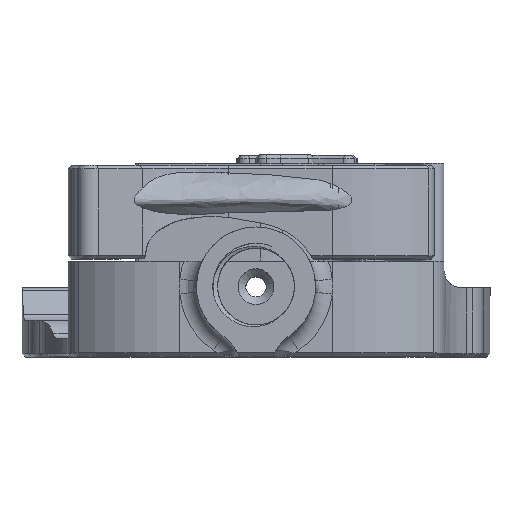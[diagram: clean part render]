
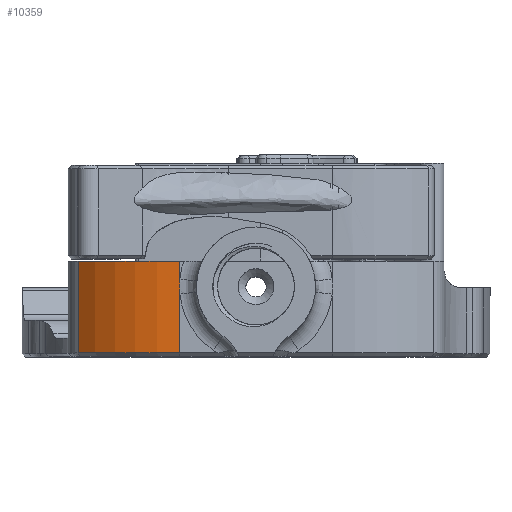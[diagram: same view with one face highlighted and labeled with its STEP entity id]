
A CAD part, top view. The second image highlights one B-rep face of the part: STEP entity #10359.
In plain terms, the highlighted cylindrical face has radius 17 mm (diameter 34 mm), a partial arc.
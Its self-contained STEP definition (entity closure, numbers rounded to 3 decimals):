
#50=ELLIPSE('',#11289,7.798,6.036);
#262=CYLINDRICAL_SURFACE('',#11295,17.);
#802=CIRCLE('',#11296,17.);
#803=CIRCLE('',#11297,17.);
#1376=FACE_OUTER_BOUND('',#2009,.T.);
#2009=EDGE_LOOP('',(#8092,#8093,#8094,#8095,#8096,#8097));
#2938=LINE('',#24133,#3719);
#2939=LINE('',#24137,#3720);
#2940=LINE('',#24139,#3721);
#3719=VECTOR('',#13407,17.);
#3720=VECTOR('',#13410,17.);
#3721=VECTOR('',#13413,17.);
#4644=VERTEX_POINT('',#24083);
#4646=VERTEX_POINT('',#24108);
#4649=VERTEX_POINT('',#24128);
#4650=VERTEX_POINT('',#24132);
#4651=VERTEX_POINT('',#24134);
#4652=VERTEX_POINT('',#24136);
#5881=EDGE_CURVE('',#4646,#4644,#50,.T.);
#5888=EDGE_CURVE('',#4650,#4646,#2938,.T.);
#5889=EDGE_CURVE('',#4651,#4650,#802,.T.);
#5890=EDGE_CURVE('',#4651,#4652,#2939,.T.);
#5891=EDGE_CURVE('',#4649,#4652,#803,.T.);
#5892=EDGE_CURVE('',#4644,#4649,#2940,.T.);
#8092=ORIENTED_EDGE('',*,*,#5881,.F.);
#8093=ORIENTED_EDGE('',*,*,#5888,.F.);
#8094=ORIENTED_EDGE('',*,*,#5889,.F.);
#8095=ORIENTED_EDGE('',*,*,#5890,.T.);
#8096=ORIENTED_EDGE('',*,*,#5891,.F.);
#8097=ORIENTED_EDGE('',*,*,#5892,.F.);
#10359=ADVANCED_FACE('',(#1376),#262,.T.);
#11289=AXIS2_PLACEMENT_3D('',#24110,#13391,#13392);
#11295=AXIS2_PLACEMENT_3D('',#24131,#13405,#13406);
#11296=AXIS2_PLACEMENT_3D('',#24135,#13408,#13409);
#11297=AXIS2_PLACEMENT_3D('',#24138,#13411,#13412);
#13391=DIRECTION('center_axis',(0.,0.,-1.));
#13392=DIRECTION('ref_axis',(1.,0.,0.));
#13405=DIRECTION('center_axis',(-1.,0.,0.));
#13406=DIRECTION('ref_axis',(0.,0.,
-1.));
#13407=DIRECTION('',(1.,0.,0.));
#13408=DIRECTION('center_axis',(-1.,0.,0.));
#13409=DIRECTION('ref_axis',(0.,0.,
-1.));
#13410=DIRECTION('',(1.,0.,0.));
#13411=DIRECTION('center_axis',(1.,0.,0.));
#13412=DIRECTION('ref_axis',(0.,0.,
-1.));
#13413=DIRECTION('',(1.,0.,0.));
#24083=CARTESIAN_POINT('',(0.86,8.959,-118.754));
#24108=CARTESIAN_POINT('',(-0.86,8.959,-118.754));
#24110=CARTESIAN_POINT('Origin',(0.,2.96,-118.754));
#24128=CARTESIAN_POINT('',(7.8,8.959,-118.754));
#24131=CARTESIAN_POINT('Origin',(-21.8,8.959,-101.754));
#24132=CARTESIAN_POINT('',(-3.,8.959,-118.754));
#24133=CARTESIAN_POINT('',(-21.8,8.959,-118.754));
#24134=CARTESIAN_POINT('',(-3.,20.913,-113.841));
#24135=CARTESIAN_POINT('Origin',(-3.,8.959,-101.754));
#24136=CARTESIAN_POINT('',(7.8,20.913,-113.841));
#24137=CARTESIAN_POINT('',(-21.8,20.913,-113.841));
#24138=CARTESIAN_POINT('Origin',(7.8,8.959,-101.754));
#24139=CARTESIAN_POINT('',(-21.8,8.959,-118.754));
